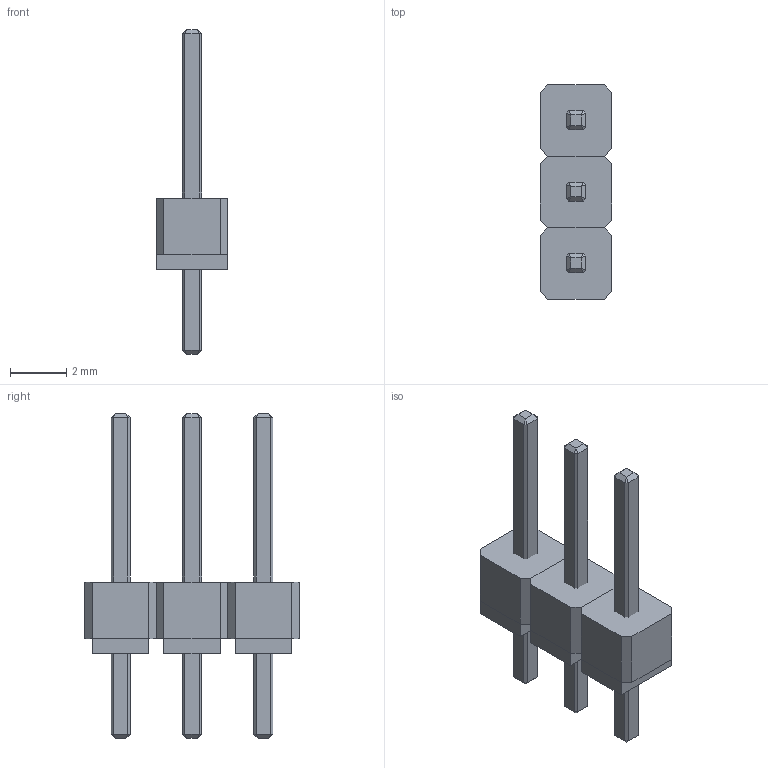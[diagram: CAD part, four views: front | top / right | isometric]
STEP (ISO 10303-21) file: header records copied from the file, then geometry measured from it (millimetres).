
FILE_DESCRIPTION(('FreeCAD Model'),'2;1');
FILE_NAME('Open CASCADE Shape Model','2024-02-04T21:46:22',(''),(''), 'Open CASCADE STEP processor 7.5','FreeCAD','Unknown');
FILE_SCHEMA(('AUTOMOTIVE_DESIGN { 1 0 10303 214 1 1 1 1 }'));
Length unit declared in the file: millimetre
Products named in the file (1): header
Bounding box: 2.54 x 7.62 x 11.54 mm (x, y, z)
Volume: 61.4 mm3; surface area: 197.8 mm2
Topology: 6 solids, 6 shells, 126 faces, 270 edges, 156 vertices
Faces by surface type: plane 126
Entity records: 4179 total; most frequent: CARTESIAN_POINT 553, ORIENTED_EDGE 540, DIRECTION 524, EDGE_CURVE 270, LINE 270, VECTOR 270, VERTEX_POINT 156, PRESENTATION_STYLE_ASSIGNMENT 132
